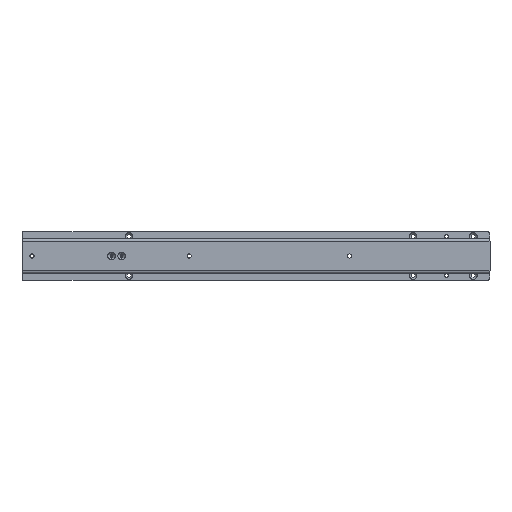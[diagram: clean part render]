
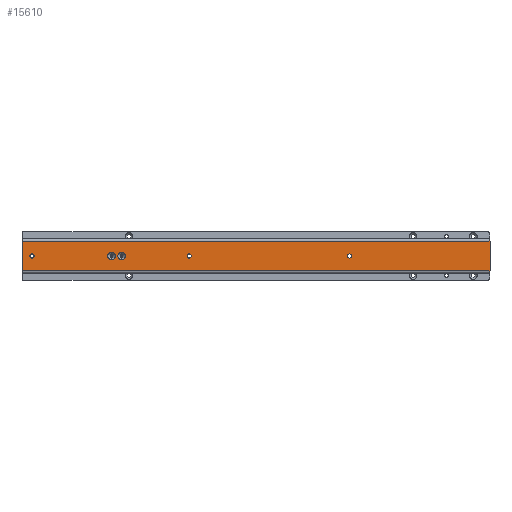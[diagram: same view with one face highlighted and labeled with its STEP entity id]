
A CAD part, front view. The second image highlights one B-rep face of the part: STEP entity #15610.
In plain terms, the highlighted face is planar.
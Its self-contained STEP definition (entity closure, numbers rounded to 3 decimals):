
#181 = CARTESIAN_POINT ( 'NONE',  ( 450., 0., 0. ) ) ;
#438 = LINE ( 'NONE', #4882, #19469 ) ;
#468 = EDGE_CURVE ( 'NONE', #13385, #9935, #22244, .T. ) ;
#614 = AXIS2_PLACEMENT_3D ( 'NONE', #6955, #14522, #22079 ) ;
#1200 = CIRCLE ( 'NONE', #4741, 5.75 ) ;
#1315 = DIRECTION ( 'NONE',  ( 0., 0., -1. ) ) ;
#1577 = CARTESIAN_POINT ( 'NONE',  ( 450., 0., 3.15 ) ) ;
#1585 = CARTESIAN_POINT ( 'NONE',  ( 210., 0., 3.15 ) ) ;
#1694 = ORIENTED_EDGE ( 'NONE', *, *, #10012, .T. ) ;
#2528 = VERTEX_POINT ( 'NONE', #21358 ) ;
#2572 = DIRECTION ( 'NONE',  ( 0., 0., -1. ) ) ;
#2997 = AXIS2_PLACEMENT_3D ( 'NONE', #13038, #18621, #1315 ) ;
#3020 = CARTESIAN_POINT ( 'NONE',  ( 551., 0., 0. ) ) ;
#3114 = EDGE_CURVE ( 'NONE', #7754, #11597, #14856, .T. ) ;
#3129 = DIRECTION ( 'NONE',  ( 0., 0., -1. ) ) ;
#3691 = EDGE_CURVE ( 'NONE', #11597, #11360, #438, .T. ) ;
#3792 = CARTESIAN_POINT ( 'NONE',  ( 551., 0., -5.75 ) ) ;
#4134 = DIRECTION ( 'NONE',  ( 0., 1., 0. ) ) ;
#4580 = DIRECTION ( 'NONE',  ( 0., 0., 1. ) ) ;
#4741 = AXIS2_PLACEMENT_3D ( 'NONE', #8116, #11698, #2572 ) ;
#4857 = VERTEX_POINT ( 'NONE', #7624 ) ;
#4882 = CARTESIAN_POINT ( 'NONE',  ( 700., 0., 58. ) ) ;
#4915 = CIRCLE ( 'NONE', #19578, 3.15 ) ;
#5239 = EDGE_LOOP ( 'NONE', ( #9041, #14971 ) ) ;
#5411 = DIRECTION ( 'NONE',  ( 1., 0., 0. ) ) ;
#5422 = FACE_BOUND ( 'NONE', #18889, .T. ) ;
#5694 = ORIENTED_EDGE ( 'NONE', *, *, #16300, .T. ) ;
#5868 = CARTESIAN_POINT ( 'NONE',  ( 685., 0., -3.1 ) ) ;
#5886 = ORIENTED_EDGE ( 'NONE', *, *, #12647, .F. ) ;
#5905 = DIRECTION ( 'NONE',  ( 0., 0., -1. ) ) ;
#6054 = VECTOR ( 'NONE', #15437, 1000. ) ;
#6299 = ORIENTED_EDGE ( 'NONE', *, *, #14133, .F. ) ;
#6338 = EDGE_LOOP ( 'NONE', ( #16241, #8207 ) ) ;
#6477 = VECTOR ( 'NONE', #12505, 1000. ) ;
#6785 = CARTESIAN_POINT ( 'NONE',  ( 210., 0., 0. ) ) ;
#6876 = CARTESIAN_POINT ( 'NONE',  ( 450., 0., 0. ) ) ;
#6954 = DIRECTION ( 'NONE',  ( 0., -1., 0. ) ) ;
#6955 = CARTESIAN_POINT ( 'NONE',  ( 566., 0., 0. ) ) ;
#7289 = FACE_BOUND ( 'NONE', #20111, .T. ) ;
#7361 = EDGE_CURVE ( 'NONE', #11360, #4857, #17302, .T. ) ;
#7555 = EDGE_CURVE ( 'NONE', #2528, #14351, #10771, .T. ) ;
#7624 = CARTESIAN_POINT ( 'NONE',  ( 0., 0., -22. ) ) ;
#7629 = ORIENTED_EDGE ( 'NONE', *, *, #3114, .T. ) ;
#7652 = EDGE_CURVE ( 'NONE', #9391, #20053, #19539, .T. ) ;
#7689 = CARTESIAN_POINT ( 'NONE',  ( 210., 0., -3.15 ) ) ;
#7754 = VERTEX_POINT ( 'NONE', #13665 ) ;
#7856 = CARTESIAN_POINT ( 'NONE',  ( 700., 0., -22. ) ) ;
#7862 = ORIENTED_EDGE ( 'NONE', *, *, #3691, .T. ) ;
#8116 = CARTESIAN_POINT ( 'NONE',  ( 566., 0., 0. ) ) ;
#8148 = VERTEX_POINT ( 'NONE', #7689 ) ;
#8207 = ORIENTED_EDGE ( 'NONE', *, *, #468, .T. ) ;
#8518 = AXIS2_PLACEMENT_3D ( 'NONE', #181, #4134, #9682 ) ;
#8735 = VECTOR ( 'NONE', #5411, 1000. ) ;
#8943 = ORIENTED_EDGE ( 'NONE', *, *, #7652, .F. ) ;
#9041 = ORIENTED_EDGE ( 'NONE', *, *, #14845, .F. ) ;
#9235 = CARTESIAN_POINT ( 'NONE',  ( 700., 0., 22. ) ) ;
#9391 = VERTEX_POINT ( 'NONE', #5868 ) ;
#9655 = DIRECTION ( 'NONE',  ( 0., 0., 1. ) ) ;
#9682 = DIRECTION ( 'NONE',  ( 0., 0., 1. ) ) ;
#9935 = VERTEX_POINT ( 'NONE', #23918 ) ;
#10012 = EDGE_CURVE ( 'NONE', #4857, #7754, #10972, .T. ) ;
#10057 = VERTEX_POINT ( 'NONE', #16357 ) ;
#10235 = CIRCLE ( 'NONE', #614, 5.75 ) ;
#10596 = EDGE_CURVE ( 'NONE', #11026, #10057, #1200, .T. ) ;
#10771 = CIRCLE ( 'NONE', #22695, 3.15 ) ;
#10924 = DIRECTION ( 'NONE',  ( 0., 1., 0. ) ) ;
#10972 = LINE ( 'NONE', #18335, #6477 ) ;
#11026 = VERTEX_POINT ( 'NONE', #21109 ) ;
#11108 = CARTESIAN_POINT ( 'NONE',  ( 700., 0., -58. ) ) ;
#11135 = DIRECTION ( 'NONE',  ( 0., 1., 0. ) ) ;
#11269 = EDGE_CURVE ( 'NONE', #20053, #9391, #23003, .T. ) ;
#11360 = VERTEX_POINT ( 'NONE', #16081 ) ;
#11597 = VERTEX_POINT ( 'NONE', #9235 ) ;
#11622 = FACE_BOUND ( 'NONE', #6338, .T. ) ;
#11698 = DIRECTION ( 'NONE',  ( 0., -1., 0. ) ) ;
#12505 = DIRECTION ( 'NONE',  ( 0., 0., 1. ) ) ;
#12566 = DIRECTION ( 'NONE',  ( 0., 0., 1. ) ) ;
#12647 = EDGE_CURVE ( 'NONE', #8148, #15985, #20681, .T. ) ;
#13038 = CARTESIAN_POINT ( 'NONE',  ( 551., 0., 0. ) ) ;
#13385 = VERTEX_POINT ( 'NONE', #3792 ) ;
#13541 = AXIS2_PLACEMENT_3D ( 'NONE', #6785, #23912, #4580 ) ;
#13665 = CARTESIAN_POINT ( 'NONE',  ( 0., 0., 22. ) ) ;
#13855 = ORIENTED_EDGE ( 'NONE', *, *, #10596, .T. ) ;
#14133 = EDGE_CURVE ( 'NONE', #15985, #8148, #4915, .T. ) ;
#14351 = VERTEX_POINT ( 'NONE', #1577 ) ;
#14441 = DIRECTION ( 'NONE',  ( 0., 1., 0. ) ) ;
#14453 = CIRCLE ( 'NONE', #2997, 5.75 ) ;
#14522 = DIRECTION ( 'NONE',  ( 0., -1., 0. ) ) ;
#14619 = EDGE_CURVE ( 'NONE', #9935, #13385, #14453, .T. ) ;
#14726 = AXIS2_PLACEMENT_3D ( 'NONE', #3020, #6954, #3129 ) ;
#14845 = EDGE_CURVE ( 'NONE', #14351, #2528, #18803, .T. ) ;
#14856 = LINE ( 'NONE', #14964, #8735 ) ;
#14890 = DIRECTION ( 'NONE',  ( 0., 1., 0. ) ) ;
#14964 = CARTESIAN_POINT ( 'NONE',  ( 700., 0., 22. ) ) ;
#14971 = ORIENTED_EDGE ( 'NONE', *, *, #7555, .F. ) ;
#15038 = DIRECTION ( 'NONE',  ( 0., 0., 1. ) ) ;
#15103 = FACE_BOUND ( 'NONE', #5239, .T. ) ;
#15129 = CARTESIAN_POINT ( 'NONE',  ( 210., 0., 0. ) ) ;
#15234 = PLANE ( 'NONE',  #17752 ) ;
#15437 = DIRECTION ( 'NONE',  ( -1., 0., 0. ) ) ;
#15610 = ADVANCED_FACE ( 'NONE', ( #11622, #20916, #5422, #15103, #7289, #19198 ), #15234, .F. ) ;
#15985 = VERTEX_POINT ( 'NONE', #1585 ) ;
#16081 = CARTESIAN_POINT ( 'NONE',  ( 700., 0., -22. ) ) ;
#16241 = ORIENTED_EDGE ( 'NONE', *, *, #14619, .T. ) ;
#16300 = EDGE_CURVE ( 'NONE', #10057, #11026, #10235, .T. ) ;
#16357 = CARTESIAN_POINT ( 'NONE',  ( 566., 0., -5.75 ) ) ;
#16670 = ORIENTED_EDGE ( 'NONE', *, *, #11269, .F. ) ;
#16874 = DIRECTION ( 'NONE',  ( 0., 0., 1. ) ) ;
#17302 = LINE ( 'NONE', #7856, #6054 ) ;
#17752 = AXIS2_PLACEMENT_3D ( 'NONE', #11108, #22536, #5905 ) ;
#17853 = AXIS2_PLACEMENT_3D ( 'NONE', #22193, #14890, #16874 ) ;
#18335 = CARTESIAN_POINT ( 'NONE',  ( 0., 0., 58. ) ) ;
#18621 = DIRECTION ( 'NONE',  ( 0., -1., 0. ) ) ;
#18803 = CIRCLE ( 'NONE', #8518, 3.15 ) ;
#18889 = EDGE_LOOP ( 'NONE', ( #6299, #5886 ) ) ;
#19198 = FACE_OUTER_BOUND ( 'NONE', #21660, .T. ) ;
#19469 = VECTOR ( 'NONE', #19759, 1000. ) ;
#19539 = CIRCLE ( 'NONE', #21519, 3.1 ) ;
#19578 = AXIS2_PLACEMENT_3D ( 'NONE', #15129, #11135, #9655 ) ;
#19759 = DIRECTION ( 'NONE',  ( 0., 0., -1. ) ) ;
#20053 = VERTEX_POINT ( 'NONE', #23112 ) ;
#20111 = EDGE_LOOP ( 'NONE', ( #16670, #8943 ) ) ;
#20681 = CIRCLE ( 'NONE', #13541, 3.15 ) ;
#20916 = FACE_BOUND ( 'NONE', #22603, .T. ) ;
#21109 = CARTESIAN_POINT ( 'NONE',  ( 566., 0., 5.75 ) ) ;
#21358 = CARTESIAN_POINT ( 'NONE',  ( 450., 0., -3.15 ) ) ;
#21519 = AXIS2_PLACEMENT_3D ( 'NONE', #24090, #10924, #15038 ) ;
#21660 = EDGE_LOOP ( 'NONE', ( #7862, #24207, #1694, #7629 ) ) ;
#22079 = DIRECTION ( 'NONE',  ( 0., 0., -1. ) ) ;
#22193 = CARTESIAN_POINT ( 'NONE',  ( 685., 0., 0. ) ) ;
#22244 = CIRCLE ( 'NONE', #14726, 5.75 ) ;
#22536 = DIRECTION ( 'NONE',  ( 0., -1., 0. ) ) ;
#22603 = EDGE_LOOP ( 'NONE', ( #13855, #5694 ) ) ;
#22695 = AXIS2_PLACEMENT_3D ( 'NONE', #6876, #14441, #12566 ) ;
#23003 = CIRCLE ( 'NONE', #17853, 3.1 ) ;
#23112 = CARTESIAN_POINT ( 'NONE',  ( 685., 0., 3.1 ) ) ;
#23912 = DIRECTION ( 'NONE',  ( 0., 1., 0. ) ) ;
#23918 = CARTESIAN_POINT ( 'NONE',  ( 551., 0., 5.75 ) ) ;
#24090 = CARTESIAN_POINT ( 'NONE',  ( 685., 0., 0. ) ) ;
#24207 = ORIENTED_EDGE ( 'NONE', *, *, #7361, .T. ) ;
